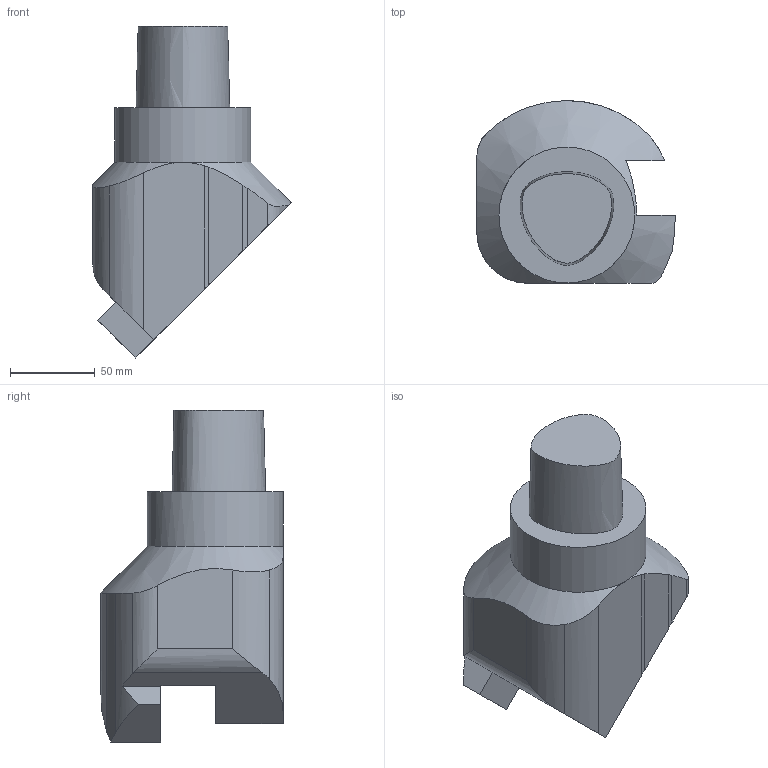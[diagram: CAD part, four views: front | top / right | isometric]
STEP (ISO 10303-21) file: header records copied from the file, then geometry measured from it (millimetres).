
FILE_DESCRIPTION((''),'1');
FILE_NAME('C8-45-BH32R-85109.stp','2017-05-03T04:17:42',(''),(''),'Spatial Interop R21 SP3','Kubotek KeyCreator 2011 V10.0.2 (22737)',' ');
FILE_SCHEMA(('automotive_design'));
Length unit declared in the file: millimetre
Products named in the file (1): 240[2]
Bounding box: 116.73 x 107.49 x 195.43 mm (x, y, z)
Volume: 897368.3 mm3; surface area: 67949.4 mm2
Topology: 1 solids, 1 shells, 30 faces, 91 edges, 64 vertices
Faces by surface type: plane 14, cylinder 9, bspline 6, cone 1
Full cylindrical faces by diameter (mm): 79.985 x1
Entity records: 2602 total; most frequent: CARTESIAN_POINT 997, ORIENTED_EDGE 174, DIRECTION 151, PRESENTATION_STYLE_ASSIGNMENT 149, COLOUR_RGB 149, STYLED_ITEM 118, CURVE_STYLE 118, DRAUGHTING_PRE_DEFINED_CURVE_FONT 118
